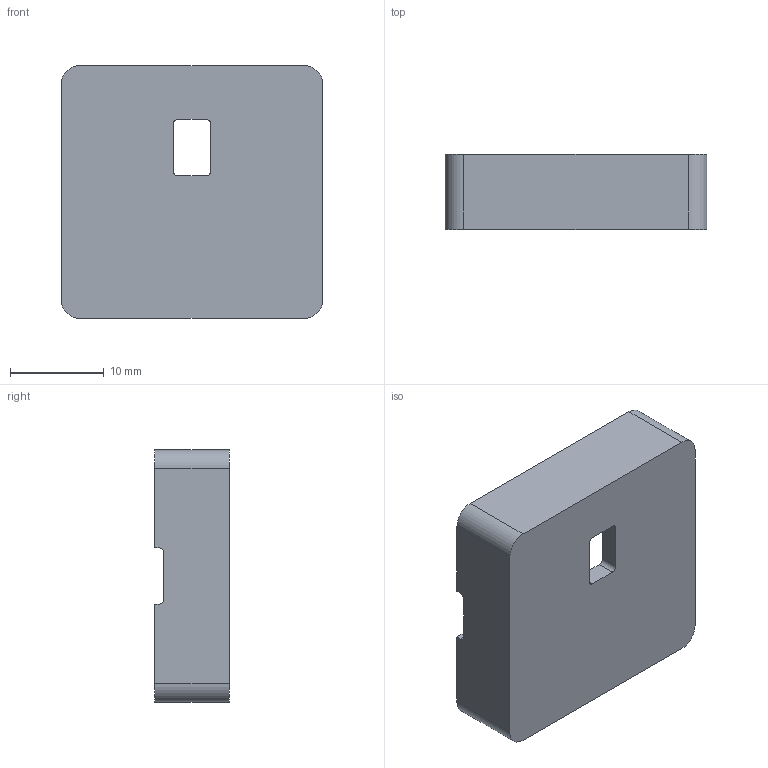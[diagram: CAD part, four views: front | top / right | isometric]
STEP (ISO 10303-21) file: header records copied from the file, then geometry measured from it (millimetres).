
FILE_DESCRIPTION (( 'STEP AP203' ), '1' );
FILE_NAME ('razdalja_pokrov.STEP', '2025-07-30T08:28:03', ( '' ), ( '' ), 'SwSTEP 2.0', 'SolidWorks 2025', '' );
FILE_SCHEMA (( 'CONFIG_CONTROL_DESIGN' ));
Length unit declared in the file: millimetre
Products named in the file (1): razdalja_pokrov
Bounding box: 28 x 8 x 27 mm (x, y, z)
Volume: 2658 mm3; surface area: 2874.5 mm2
Topology: 1 solids, 1 shells, 38 faces, 108 edges, 72 vertices
Faces by surface type: plane 22, cylinder 16
Entity records: 1325 total; most frequent: CARTESIAN_POINT 219, DIRECTION 218, ORIENTED_EDGE 216, EDGE_CURVE 108, VECTOR 76, LINE 76, VERTEX_POINT 72, AXIS2_PLACEMENT_3D 71
